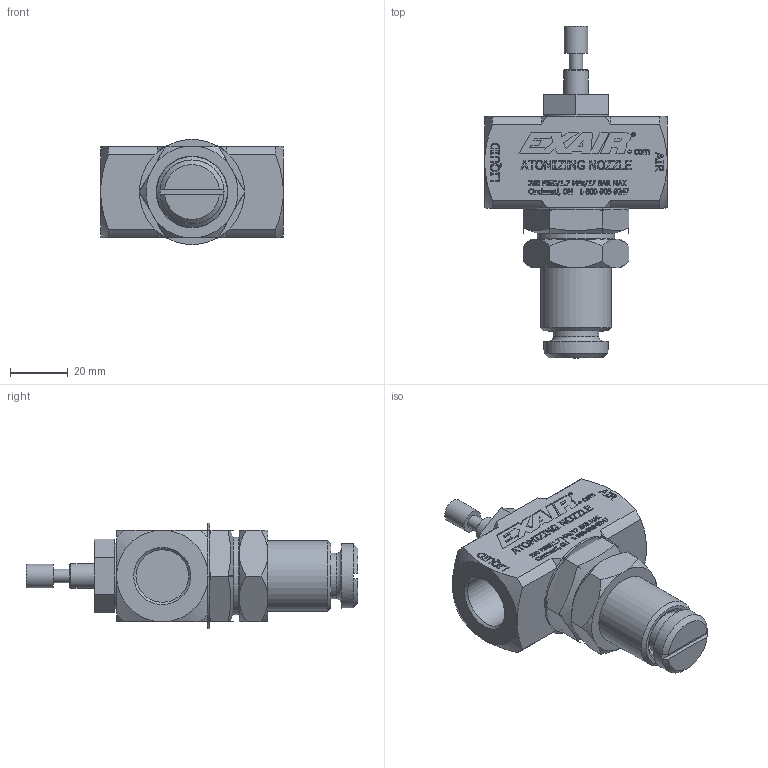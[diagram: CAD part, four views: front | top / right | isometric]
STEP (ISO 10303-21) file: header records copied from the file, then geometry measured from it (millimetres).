
FILE_DESCRIPTION(/* description */ (''),/* implementation_level */ '2;1');
FILE_NAME(/* name */ 'AT5010SS.stp',/* time_stamp */ '2017-03-07T11:07:21-05:00',/* author */ ('Adam Laub'),/* organization */ (''),/* preprocessor_version */ 'ST-DEVELOPER v16.5',/* originating_system */ 'Autodesk Inventor 2017',/* authorisation */ '');
FILE_SCHEMA (('AUTOMOTIVE_DESIGN { 1 0 10303 214 3 1 1 }'));
Length unit declared in the file: inch
Products named in the file (10): AT5010SS; 901529; 901542; 901530; 901541; 901524; 901532-100-dim; 901534; 901543-XW100; 901544-XW100-dim
Assembly tree (9 placements, depth 2):
  AT5010SS
    901529
    901542
    901530
    901541
    901524
    901532-100-dim
    901534
    901543-XW100
    901544-XW100-dim
Bounding box: 63.5 x 115.24 x 36.51 mm (x, y, z)
Volume: 76685.1 mm3; surface area: 33946.7 mm2
Topology: 9 solids, 9 shells, 1467 faces, 3871 edges, 2569 vertices
Faces by surface type: plane 882, bspline 443, cylinder 77, cone 64, torus 1
Full cylindrical faces by diameter (mm): 4.75 x8, 4.763 x1, 6.35 x2, 7.925 x2, 8.128 x1, 8.433 x1, 8.611 x1, 9.922 x1, 10.668 x2, 11.112 x1, 11.938 x1, 12.192 x1, 13.191 x1, 14.287 x2, 14.684 x1, 15.478 x1, 15.875 x6, 15.984 x2, 16.669 x1, 18.034 x1, 18.256 x2, 18.339 x1, 19.032 x1, 22.225 x2, 22.86 x1, 24.613 x1, 24.816 x1, 26.987 x1, 27 x1, 27.686 x1
Entity records: 47301 total; most frequent: CARTESIAN_POINT 13999, ORIENTED_EDGE 7564, DIRECTION 5128, EDGE_CURVE 3782, LINE 2608, VECTOR 2608, VERTEX_POINT 2561, EDGE_LOOP 1725
